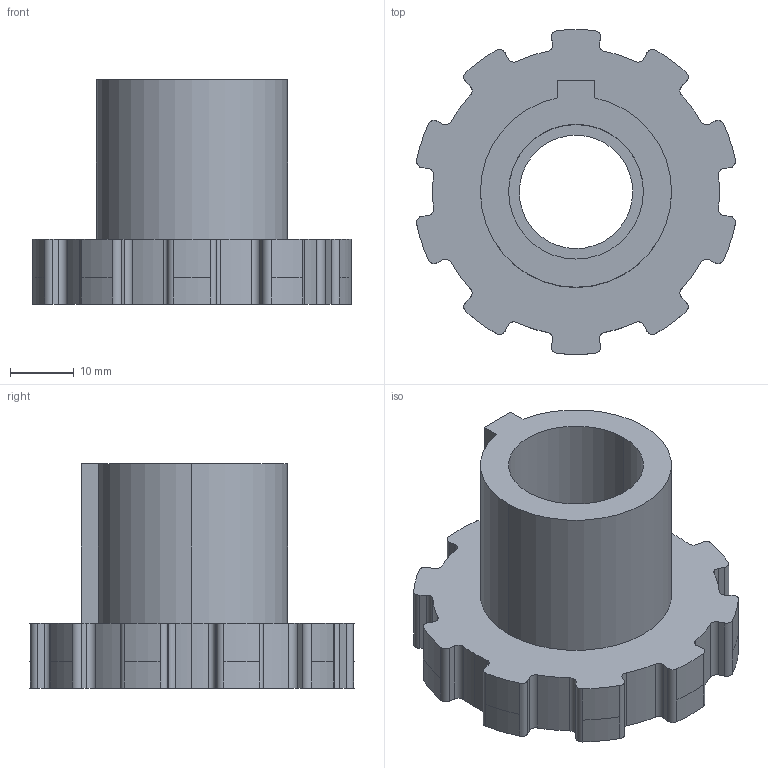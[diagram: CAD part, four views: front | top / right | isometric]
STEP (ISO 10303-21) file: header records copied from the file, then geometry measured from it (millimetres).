
FILE_DESCRIPTION(('CATIA V5 STEP Exchange'),'2;1');
FILE_NAME('Pignon_moteur.stp','2021-10-10T19:55:20+00:00',('none'),('none'),'CATIA Version 5 Release 19 GA (IN-10)','CATIA V5 STEP AP203','none');
FILE_SCHEMA(('CONFIG_CONTROL_DESIGN'));
Length unit declared in the file: millimetre
Products named in the file (1): Pignon_moteur
Bounding box: 50.04 x 50.96 x 35.2 mm (x, y, z)
Volume: 22663.9 mm3; surface area: 9824.4 mm2
Topology: 1 solids, 1 shells, 107 faces, 309 edges, 206 vertices
Faces by surface type: cylinder 78, plane 27, cone 2
Entity records: 3309 total; most frequent: ORIENTED_EDGE 618, CARTESIAN_POINT 587, DIRECTION 451, EDGE_CURVE 309, AXIS2_PLACEMENT_3D 223, VERTEX_POINT 206, VECTOR 158, LINE 158
